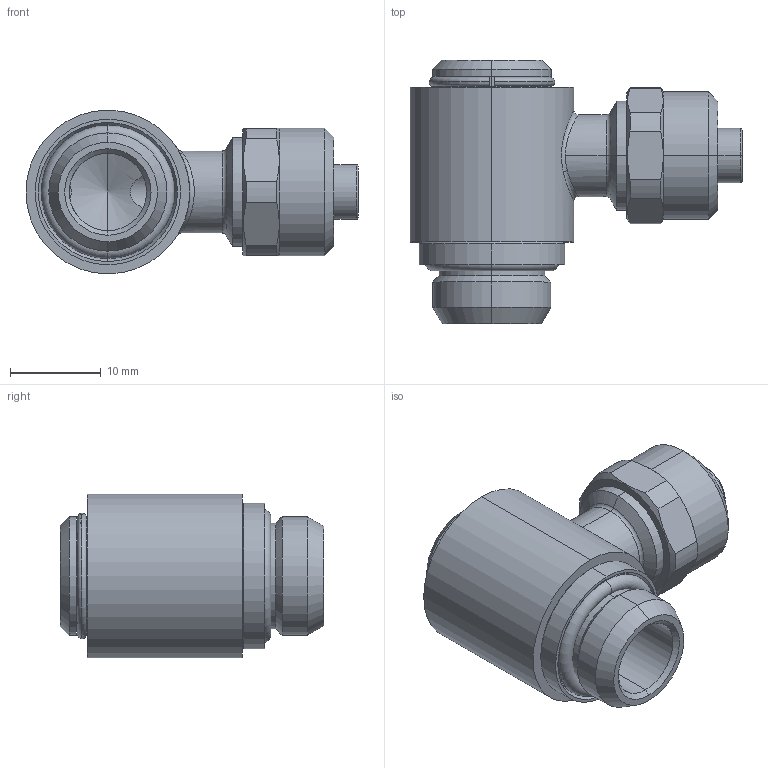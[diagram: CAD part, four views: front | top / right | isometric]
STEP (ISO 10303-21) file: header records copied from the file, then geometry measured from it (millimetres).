
FILE_DESCRIPTION (( 'STEP AP203' ), '1' );
FILE_NAME ('02200042.STEP', '2011-10-03T08:19:38', ( '' ), ( 'sopra-pneumatic' ), 'SwSTEP 2.0', 'SolidWorks 2011', '' );
FILE_SCHEMA (( 'CONFIG_CONTROL_DESIGN' ));
Length unit declared in the file: millimetre
Products named in the file (1): 02200042
Bounding box: 36.5 x 29 x 18 mm (x, y, z)
Volume: 6344 mm3; surface area: 4278.8 mm2
Topology: 3 solids, 3 shells, 119 faces, 264 edges, 156 vertices
Faces by surface type: cone 38, cylinder 37, plane 32, torus 10, bspline 2
Entity records: 3857 total; most frequent: CARTESIAN_POINT 1160, DIRECTION 580, ORIENTED_EDGE 520, EDGE_CURVE 260, AXIS2_PLACEMENT_3D 244, VERTEX_POINT 156, EDGE_LOOP 132, CIRCLE 126
